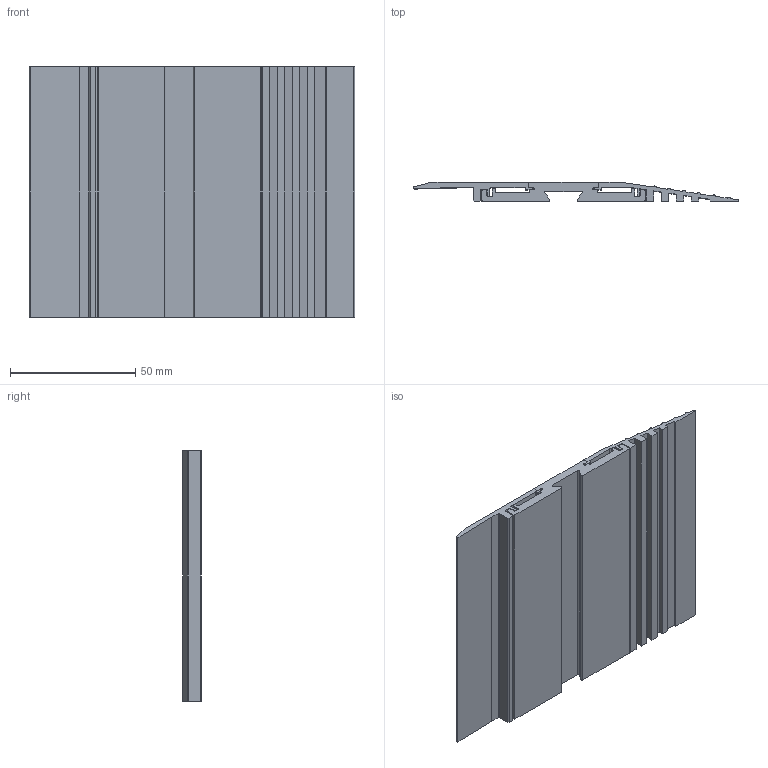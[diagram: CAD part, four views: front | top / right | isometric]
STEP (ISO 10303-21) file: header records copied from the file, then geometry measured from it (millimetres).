
FILE_DESCRIPTION (( 'STEP AP203' ), '1' );
FILE_NAME ('F130.STEP', '2024-05-27T14:46:31', ( '' ), ( '' ), 'SwSTEP 2.0', 'SolidWorks 2021', '' );
FILE_SCHEMA (( 'CONFIG_CONTROL_DESIGN' ));
Length unit declared in the file: millimetre
Products named in the file (4): Rampenprofil; Basisprofil_100<Wie bearbeitet>; F130; Flachprofil_01
Assembly tree (3 placements, depth 2):
  F130
    Basisprofil_100<Wie bearbeitet>
    Flachprofil_01
    Rampenprofil
Bounding box: 130 x 7.5 x 100 mm (x, y, z)
Volume: 53257.4 mm3; surface area: 45794.8 mm2
Topology: 3 solids, 3 shells, 152 faces, 438 edges, 292 vertices
Faces by surface type: plane 92, cylinder 60
Entity records: 5416 total; most frequent: CARTESIAN_POINT 888, ORIENTED_EDGE 876, DIRECTION 874, EDGE_CURVE 438, LINE 318, VECTOR 318, VERTEX_POINT 292, AXIS2_PLACEMENT_3D 278
